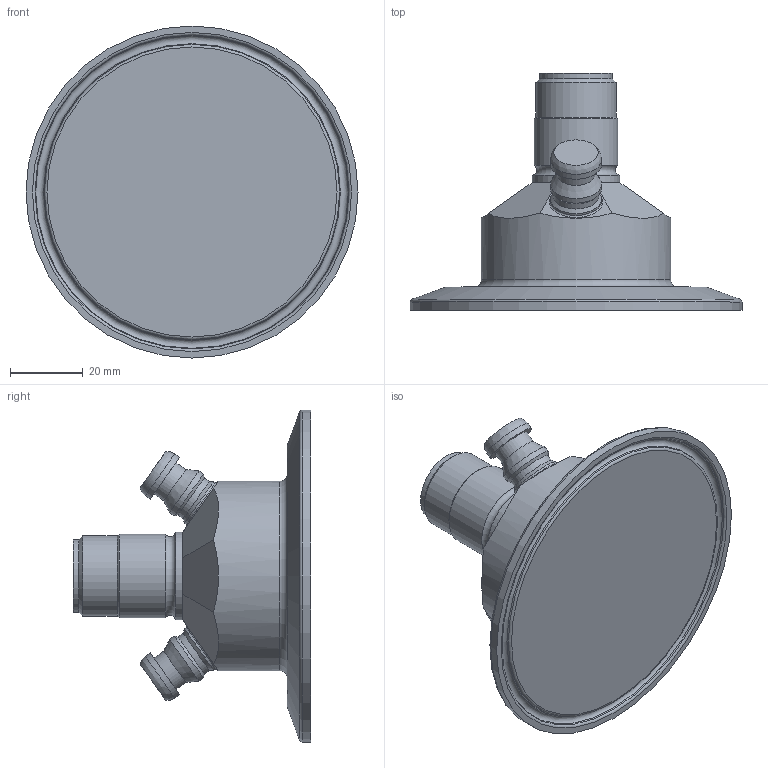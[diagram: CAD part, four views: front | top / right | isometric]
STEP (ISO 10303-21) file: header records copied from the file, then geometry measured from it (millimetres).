
FILE_DESCRIPTION(/* description */ (''),/* implementation_level */ '2;1');
FILE_NAME(/* name */ '850004.stp',/* time_stamp */ '2022-02-02T15:20:03+01:00',/* author */ ('rasmus'),/* organization */ (''),/* preprocessor_version */ 'ST-DEVELOPER v18.1',/* originating_system */ 'Autodesk Inventor 2022',/* authorisation */ '');
FILE_SCHEMA (('AUTOMOTIVE_DESIGN { 1 0 10303 214 3 1 1 }'));
Length unit declared in the file: millimetre
Products named in the file (2): 850504; 850504_Simplify_1
Assembly tree (1 placements, depth 2):
  850504
    850504_Simplify_1
Bounding box: 91 x 65 x 91 mm (x, y, z)
Volume: 106514.7 mm3; surface area: 22582 mm2
Topology: 2 solids, 2 shells, 63 faces, 130 edges, 80 vertices
Faces by surface type: plane 21, cylinder 19, cone 13, torus 8, bspline 2
Full cylindrical faces by diameter (mm): 10.5 x2, 12.5 x2, 14 x6, 20 x1, 20.5 x2, 22 x2, 23 x1, 24 x1, 52 x1, 91 x1
Entity records: 1792 total; most frequent: DIRECTION 340, CARTESIAN_POINT 328, ORIENTED_EDGE 260, AXIS2_PLACEMENT_3D 146, EDGE_CURVE 130, VERTEX_POINT 80, CIRCLE 73, EDGE_LOOP 72
